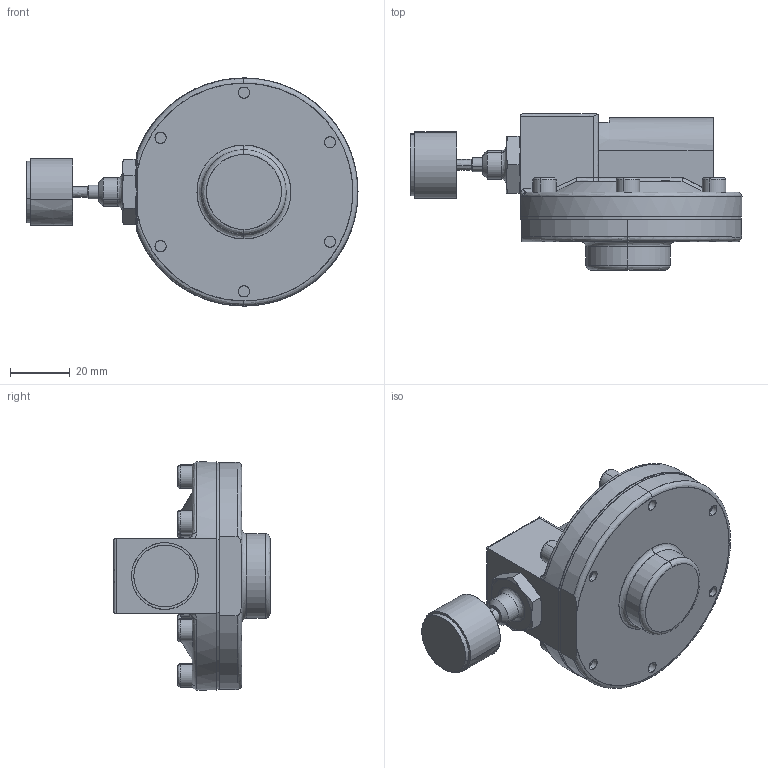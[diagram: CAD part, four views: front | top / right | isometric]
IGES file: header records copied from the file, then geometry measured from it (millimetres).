
Start section: SolidWorks IGES file using analytic representation for surfaces
Global section: file name: FCA8912-1-0-A-0.IGS; native system: SolidWorks 2020; preprocessor: SolidWorks 2020; author: CRaksin; date: 220204.131530; units: inch
Bounding box: 111.34 x 52.36 x 76.5 mm (x, y, z)
Surface area: 43982.2 mm2 (no closed solid volume)
Topology: 0 solids, 0 shells, 313 faces, 5407 edges, 5405 vertices
Faces by surface type: revolution 161, bspline 152
